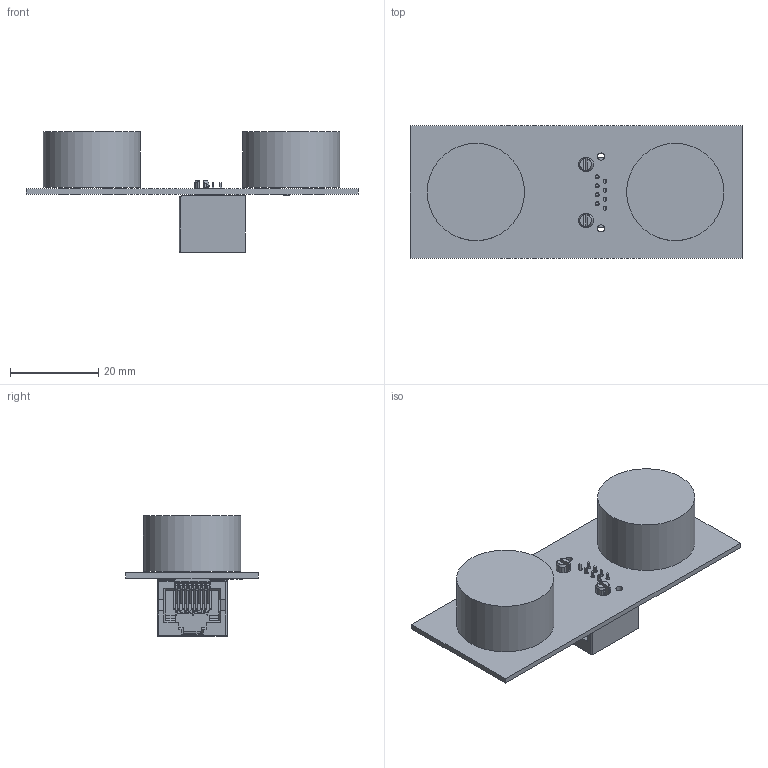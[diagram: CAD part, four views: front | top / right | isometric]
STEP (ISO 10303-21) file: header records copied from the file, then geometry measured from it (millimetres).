
FILE_DESCRIPTION(('Open CASCADE Model'),'2;1');
FILE_NAME('Open CASCADE Shape Model','2021-08-19T18:15:24',('Author'),( 'Open CASCADE'),'Open CASCADE STEP processor 6.8','Open CASCADE 6.8' ,'Unknown');
FILE_SCHEMA(('AUTOMOTIVE_DESIGN { 1 0 10303 214 1 1 1 1 }'));
Length unit declared in the file: millimetre
Products named in the file (20): PCB; Board; SW2; 6125041984; Cylinder; R9; 6010175744; Extruded; 6010093376; R8; R5; R3; R1; C1; 6010093184; X1; ACC-M-RJHSE-5080-REVT1; SW1
Assembly tree (35 placements, depth 4):
  PCB
    Board
    SW2
      6125041984
        Cylinder
    R9
      6010175744  x2
        Extruded
      6010093376
        Extruded
    R8
      6010175744  x2
        Extruded
      6010093376
        Extruded
    R5
      6010175744  x2
        Extruded
      6010093376
        Extruded
    R3
      6010175744  x2
        Extruded
      6010093376
        Extruded
    R1
      6010175744  x2
        Extruded
      6010093376
        Extruded
    C1
      6010093184
        Extruded
      6010175744  x2
        Extruded
    X1
      ACC-M-RJHSE-5080-REVT1
    SW1
      6125041984
        Cylinder
Bounding box: 75.09 x 30 x 27.26 mm (x, y, z)
Volume: 14136.2 mm3; surface area: 10247.2 mm2
Topology: 22 solids, 22 shells, 896 faces, 2425 edges, 1601 vertices
Faces by surface type: plane 601, cylinder 187, bspline 100, cone 8
Full cylindrical faces by diameter (mm): 0.9 x8, 1.6 x2, 3.3 x2, 22 x2
Entity records: 35417 total; most frequent: CARTESIAN_POINT 10461, ORIENTED_EDGE 4484, DIRECTION 3343, EDGE_CURVE 2242, VERTEX_POINT 1479, LINE 1475, VECTOR 1475, AXIS2_PLACEMENT_3D 934
